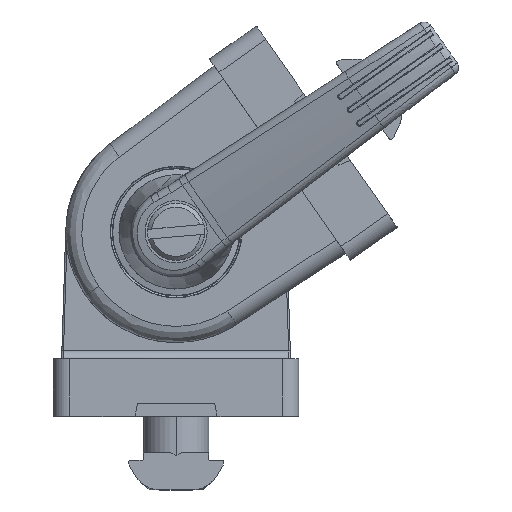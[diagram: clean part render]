
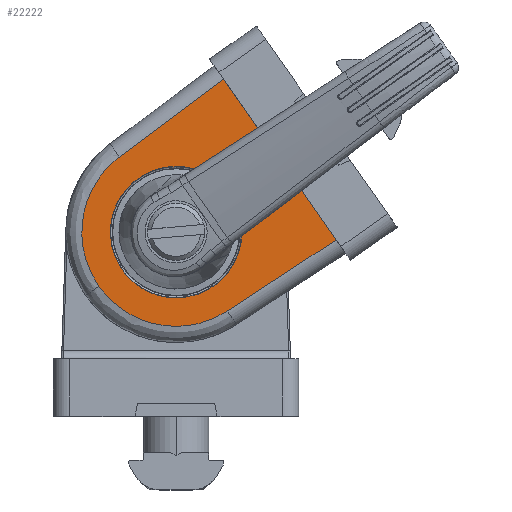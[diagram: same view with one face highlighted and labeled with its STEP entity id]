
A CAD part, top view. The second image highlights one B-rep face of the part: STEP entity #22222.
In plain terms, the highlighted planar face has unit normal (-0.014, -0.01, 1).
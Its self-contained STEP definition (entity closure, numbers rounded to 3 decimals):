
#208 = EDGE_LOOP ( 'NONE', ( #21660, #18251 ) ) ;
#1877 = CARTESIAN_POINT ( 'NONE',  ( 19.58, -0.939, 14. ) ) ;
#2276 = B_SPLINE_CURVE_WITH_KNOTS ( 'NONE', 3,
 ( #11394, #24908, #20473, #13557, #18040, #20179, #6710, #26782, #4671, #20273 ),
 .UNSPECIFIED., .F., .F.,
 ( 4, 2, 2, 2, 4 ),
 ( 0., 0.25, 0.5, 0.75, 1. ),
 .UNSPECIFIED. ) ;
#2769 = CARTESIAN_POINT ( 'NONE',  ( 0., -8.04, 13.649 ) ) ;
#3904 = ORIENTED_EDGE ( 'NONE', *, *, #19592, .F. ) ;
#4353 = EDGE_CURVE ( 'NONE', #26480, #22649, #6418, .T. ) ;
#4608 = CARTESIAN_POINT ( 'NONE',  ( 4.713, -8.042, 13.716 ) ) ;
#4671 = CARTESIAN_POINT ( 'NONE',  ( -8.102, 8.302, 13.697 ) ) ;
#5141 = DIRECTION ( 'NONE',  ( -0.574, 0.819, 0. ) ) ;
#5340 = CARTESIAN_POINT ( 'NONE',  ( -9.449, -6.616, 13.528 ) ) ;
#5853 = CARTESIAN_POINT ( 'NONE',  ( -16.07, -8.032, 13.419 ) ) ;
#5992 = VERTEX_POINT ( 'NONE', #21792 ) ;
#6375 = VERTEX_POINT ( 'NONE', #2769 ) ;
#6418 = B_SPLINE_CURVE_WITH_KNOTS ( 'NONE', 3,
 ( #9658, #18817, #23111, #12118, #20995, #25431, #7709, #7906, #27678, #27956 ),
 .UNSPECIFIED., .F., .F.,
 ( 4, 2, 2, 2, 4 ),
 ( 0., 0.25, 0.5, 0.75, 1. ),
 .UNSPECIFIED. ) ;
#6710 = CARTESIAN_POINT ( 'NONE',  ( -10.635, 4.663, 13.624 ) ) ;
#7503 = ORIENTED_EDGE ( 'NONE', *, *, #16288, .T. ) ;
#7709 = CARTESIAN_POINT ( 'NONE',  ( -5.047, -10.472, 13.552 ) ) ;
#7906 = CARTESIAN_POINT ( 'NONE',  ( -7.522, -8.867, 13.533 ) ) ;
#8697 = CARTESIAN_POINT ( 'NONE',  ( -6.921, 9.186, 13.722 ) ) ;
#9072 = CARTESIAN_POINT ( 'NONE',  ( 4.713, 8.048, 13.877 ) ) ;
#9137 = VECTOR ( 'NONE', #12624, 1000. ) ;
#9658 = CARTESIAN_POINT ( 'NONE',  ( 6.265, -9.645, 13.722 ) ) ;
#9842 = CARTESIAN_POINT ( 'NONE',  ( 6.265, -9.645, 13.722 ) ) ;
#10629 = CARTESIAN_POINT ( 'NONE',  ( 0., -8.04, 13.649 ) ) ;
#11179 = FACE_BOUND ( 'NONE', #208, .T. ) ;
#11394 = CARTESIAN_POINT ( 'NONE',  ( -9.449, -6.616, 13.528 ) ) ;
#11479 = EDGE_CURVE ( 'NONE', #27095, #5992, #11874, .T. ) ;
#11620 = CARTESIAN_POINT ( 'NONE',  ( 8.047, -4.71, 13.797 ) ) ;
#11874 = LINE ( 'NONE', #19929, #20240 ) ;
#11891 = FACE_OUTER_BOUND ( 'NONE', #16242, .T. ) ;
#12118 = CARTESIAN_POINT ( 'NONE',  ( 0.745, -11.588, 13.624 ) ) ;
#12136 = DIRECTION ( 'NONE',  ( -1., 0., -0.014 ) ) ;
#12624 = DIRECTION ( 'NONE',  ( -0.837, -0.547, -0.017 ) ) ;
#12701 = VERTEX_POINT ( 'NONE', #16635 ) ;
#13557 = CARTESIAN_POINT ( 'NONE',  ( -11.567, -1.161, 13.552 ) ) ;
#14947 = CARTESIAN_POINT ( 'NONE',  ( -16.07, 8.038, 13.58 ) ) ;
#15346 = EDGE_CURVE ( 'NONE', #6375, #12701, #25141, .T. ) ;
#15749 = CARTESIAN_POINT ( 'NONE',  ( 8.047, 0.003, 13.845 ) ) ;
#16139 = CARTESIAN_POINT ( 'NONE',  ( 8.047, 4.716, 13.892 ) ) ;
#16242 = EDGE_LOOP ( 'NONE', ( #3904, #7503, #25565, #18551, #20159 ) ) ;
#16288 = EDGE_CURVE ( 'NONE', #23823, #5992, #23577, .T. ) ;
#16529 = CARTESIAN_POINT ( 'NONE',  ( 4.093, 21.178, 14. ) ) ;
#16635 = CARTESIAN_POINT ( 'NONE',  ( 0., 8.046, 13.81 ) ) ;
#17063 = EDGE_CURVE ( 'NONE', #22649, #27095, #2276, .T. ) ;
#17673 = VECTOR ( 'NONE', #5141, 1000. ) ;
#18040 = CARTESIAN_POINT ( 'NONE',  ( -11.617, 0.34, 13.567 ) ) ;
#18251 = ORIENTED_EDGE ( 'NONE', *, *, #26110, .F. ) ;
#18551 = ORIENTED_EDGE ( 'NONE', *, *, #17063, .F. ) ;
#18817 = CARTESIAN_POINT ( 'NONE',  ( 5.03, -10.453, 13.697 ) ) ;
#19592 = EDGE_CURVE ( 'NONE', #23823, #26480, #21708, .T. ) ;
#19929 = CARTESIAN_POINT ( 'NONE',  ( -6.889, 9.21, 13.723 ) ) ;
#20159 = ORIENTED_EDGE ( 'NONE', *, *, #4353, .F. ) ;
#20179 = CARTESIAN_POINT ( 'NONE',  ( -11.151, 3.253, 13.603 ) ) ;
#20240 = VECTOR ( 'NONE', #28578, 1000. ) ;
#20273 = CARTESIAN_POINT ( 'NONE',  ( -6.921, 9.186, 13.722 ) ) ;
#20473 = CARTESIAN_POINT ( 'NONE',  ( -10.905, -4.036, 13.533 ) ) ;
#20995 = CARTESIAN_POINT ( 'NONE',  ( -0.757, -11.591, 13.603 ) ) ;
#21660 = ORIENTED_EDGE ( 'NONE', *, *, #15346, .F. ) ;
#21708 = LINE ( 'NONE', #1877, #9137 ) ;
#21792 = CARTESIAN_POINT ( 'NONE',  ( 5.814, 18.72, 14. ) ) ;
#22222 = ADVANCED_FACE ( 'NONE', ( #11891, #11179 ), #27976, .F. ) ;
#22548 = CARTESIAN_POINT ( 'NONE',  ( 0., -8.04, 13.649 ) ) ;
#22649 = VERTEX_POINT ( 'NONE', #5340 ) ;
#23009 =( BOUNDED_CURVE ( )  B_SPLINE_CURVE ( 3, ( #28360, #14947, #5853, #10629 ),
 .UNSPECIFIED., .F., .F. ) 
 B_SPLINE_CURVE_WITH_KNOTS ( ( 4, 4 ),
 ( 0.96, 4.101 ),
 .UNSPECIFIED. ) 
 CURVE ( )  GEOMETRIC_REPRESENTATION_ITEM ( )  RATIONAL_B_SPLINE_CURVE ( ( 1., 0.334, 0.334, 1. ) ) 
 REPRESENTATION_ITEM ( '' )  );
#23111 = CARTESIAN_POINT ( 'NONE',  ( 3.639, -11.019, 13.671 ) ) ;
#23577 = LINE ( 'NONE', #27361, #17673 ) ;
#23823 = VERTEX_POINT ( 'NONE', #27776 ) ;
#24744 = CARTESIAN_POINT ( 'NONE',  ( 0., 8.046, 13.81 ) ) ;
#24908 = CARTESIAN_POINT ( 'NONE',  ( -10.295, -5.408, 13.528 ) ) ;
#25141 =( BOUNDED_CURVE ( )  B_SPLINE_CURVE ( 3, ( #22548, #4608, #11620, #15749, #16139, #9072, #24744 ),
 .UNSPECIFIED., .F., .T. ) 
 B_SPLINE_CURVE_WITH_KNOTS ( ( 4, 3, 4 ),
 ( 4.101, 5.672, 7.244 ),
 .UNSPECIFIED. ) 
 CURVE ( )  GEOMETRIC_REPRESENTATION_ITEM ( )  RATIONAL_B_SPLINE_CURVE ( ( 1., 0.805, 0.805, 1., 0.805, 0.805, 1. ) ) 
 REPRESENTATION_ITEM ( '' )  );
#25431 = CARTESIAN_POINT ( 'NONE',  ( -3.654, -11.033, 13.567 ) ) ;
#25565 = ORIENTED_EDGE ( 'NONE', *, *, #11479, .F. ) ;
#26110 = EDGE_CURVE ( 'NONE', #12701, #6375, #23009, .T. ) ;
#26454 = AXIS2_PLACEMENT_3D ( 'NONE', #16529, #27880, #12136 ) ;
#26480 = VERTEX_POINT ( 'NONE', #9842 ) ;
#26782 = CARTESIAN_POINT ( 'NONE',  ( -9.11, 7.188, 13.671 ) ) ;
#27095 = VERTEX_POINT ( 'NONE', #8697 ) ;
#27361 = CARTESIAN_POINT ( 'NONE',  ( 4.093, 21.178, 14. ) ) ;
#27678 = CARTESIAN_POINT ( 'NONE',  ( -8.603, -7.824, 13.528 ) ) ;
#27776 = CARTESIAN_POINT ( 'NONE',  ( 19.58, -0.939, 14. ) ) ;
#27880 = DIRECTION ( 'NONE',  ( 0.014, 0.01, -1. ) ) ;
#27956 = CARTESIAN_POINT ( 'NONE',  ( -9.449, -6.616, 13.528 ) ) ;
#27976 = PLANE ( 'NONE',  #26454 ) ;
#28360 = CARTESIAN_POINT ( 'NONE',  ( 0., 8.046, 13.81 ) ) ;
#28578 = DIRECTION ( 'NONE',  ( 0.8, 0.599, 0.017 ) ) ;
